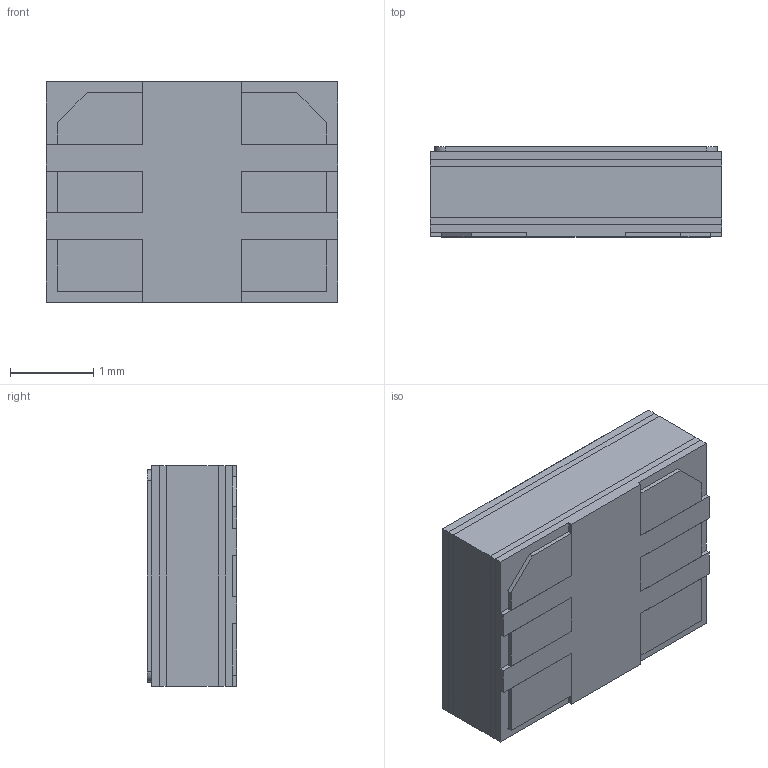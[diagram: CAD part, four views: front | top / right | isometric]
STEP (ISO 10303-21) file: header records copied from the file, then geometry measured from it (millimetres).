
FILE_DESCRIPTION (( 'STEP AP214' ), '1' );
FILE_NAME ('ICS-41351.STEP', '2024-03-01T10:46:48', ( '' ), ( '' ), 'SwSTEP 2.0', 'SolidWorks 2021', '' );
FILE_SCHEMA (( 'AUTOMOTIVE_DESIGN' ));
Length unit declared in the file: millimetre
Products named in the file (2): ICS-41351_ICS-41351; ICS-41351
Assembly tree (1 placements, depth 2):
  ICS-41351
    ICS-41351_ICS-41351
Bounding box: 3.5 x 1.08 x 2.65 mm (x, y, z)
Volume: 9.9 mm3; surface area: 110.9 mm2
Topology: 12 solids, 12 shells, 126 faces, 312 edges, 208 vertices
Faces by surface type: plane 116, cylinder 10
Entity records: 3902 total; most frequent: CARTESIAN_POINT 650, ORIENTED_EDGE 624, DIRECTION 592, EDGE_CURVE 312, LINE 292, VECTOR 292, VERTEX_POINT 208, AXIS2_PLACEMENT_3D 150
